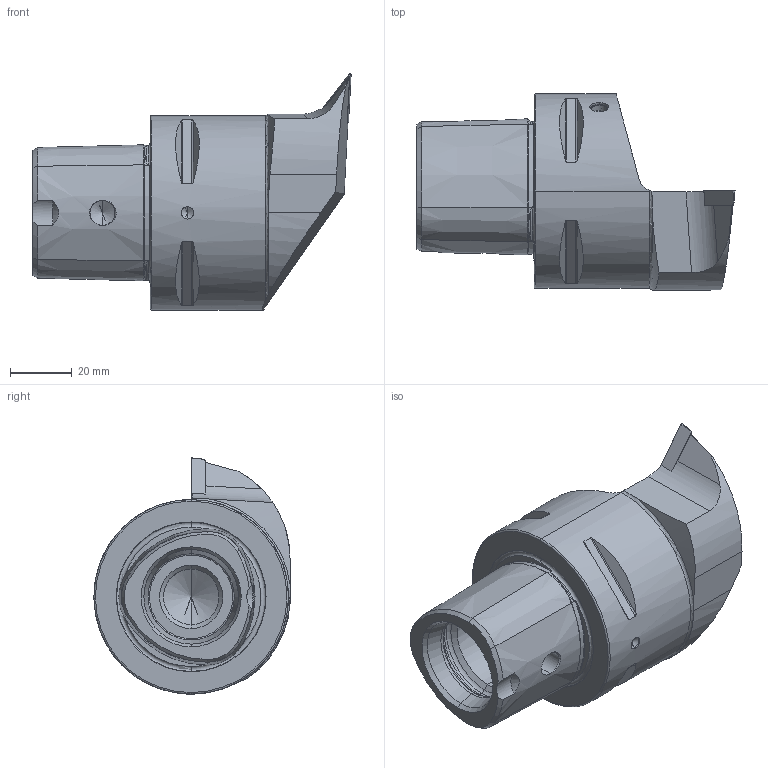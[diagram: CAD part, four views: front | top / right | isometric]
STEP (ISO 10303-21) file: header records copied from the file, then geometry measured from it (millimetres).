
FILE_DESCRIPTION (( 'STEP AP214' ), '1' );
FILE_NAME ('PS6.KVF.LUA.065.STEP', '2020-09-11T13:09:06', ( '' ), ( '' ), 'SwSTEP 2.0', 'SolidWorks 2017', '' );
FILE_SCHEMA (( 'AUTOMOTIVE_DESIGN' ));
Length unit declared in the file: millimetre
Products named in the file (5): PS6-KVF.LUA.065_A; PS6.KVF.LUA.065; VBMT160404; WCB-ER2.001.009_A; KVT_MB_600_060
Assembly tree (4 placements, depth 2):
  PS6.KVF.LUA.065
    PS6-KVF.LUA.065_A
    WCB-ER2.001.009_A
    VBMT160404
    KVT_MB_600_060
Bounding box: 103 x 63.53 x 76.5 mm (x, y, z)
Volume: 162761 mm3; surface area: 28489.6 mm2
Topology: 5 solids, 5 shells, 274 faces, 671 edges, 401 vertices
Faces by surface type: cone 95, cylinder 70, plane 56, torus 35, bspline 14, sphere 4
Entity records: 9243 total; most frequent: CARTESIAN_POINT 2911, ORIENTED_EDGE 1304, DIRECTION 1250, EDGE_CURVE 652, AXIS2_PLACEMENT_3D 508, VERTEX_POINT 398, EDGE_LOOP 292, FACE_OUTER_BOUND 274
